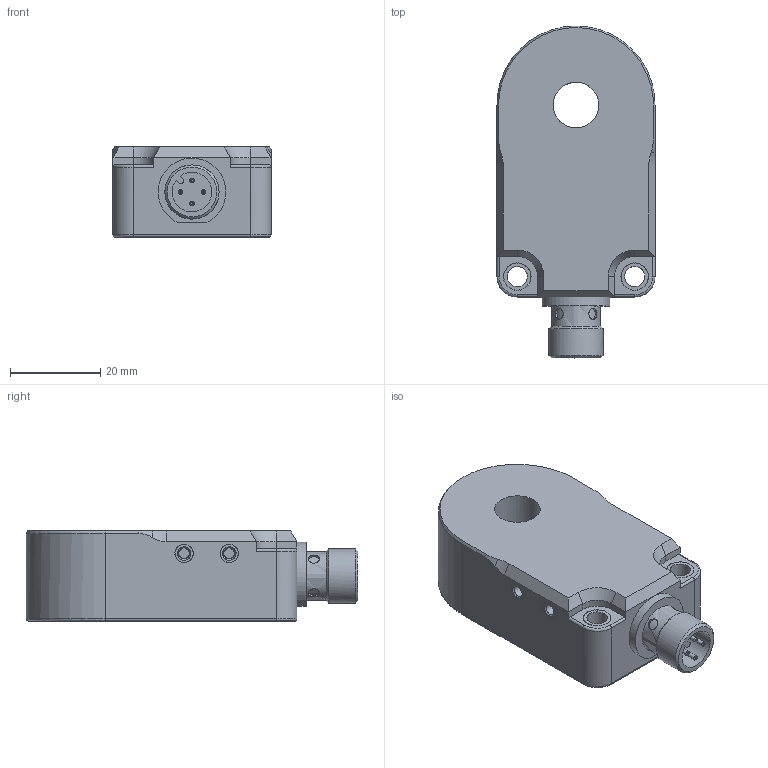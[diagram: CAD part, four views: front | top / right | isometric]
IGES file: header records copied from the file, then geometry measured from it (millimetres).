
Global section: file name: IRSD 10; native system: Autodesk Inventor 2021; preprocessor: unknown; author: S. Sandt; organization: di-soric GmbH & Co. KG; date: 20211201.133514; units: millimetre
Bounding box: 35 x 73.5 x 20 mm (x, y, z)
Volume: 36494.4 mm3; surface area: 10902.6 mm2
Topology: 3 solids, 3 shells, 232 faces, 676 edges, 452 vertices
Faces by surface type: bspline 232
